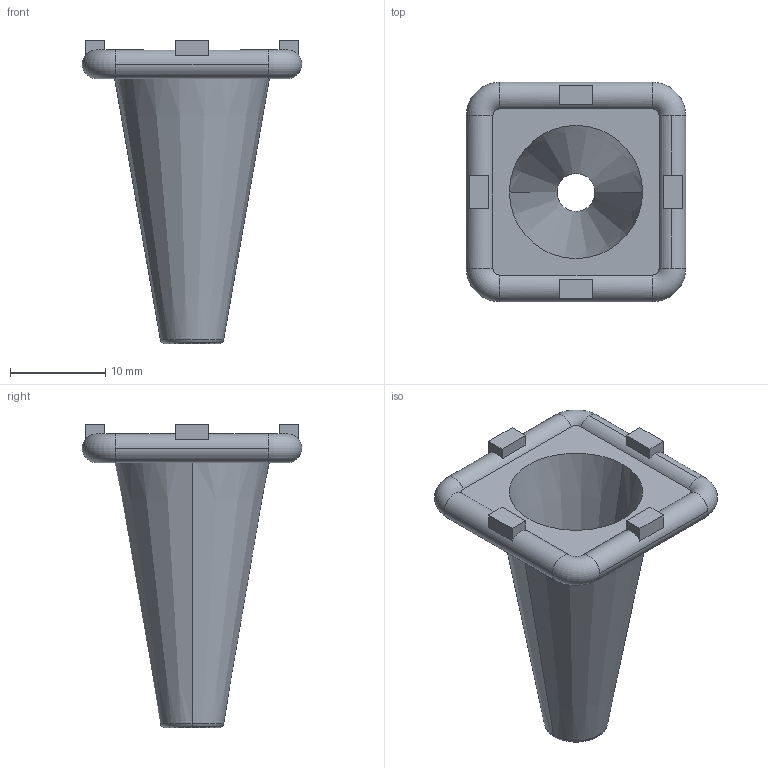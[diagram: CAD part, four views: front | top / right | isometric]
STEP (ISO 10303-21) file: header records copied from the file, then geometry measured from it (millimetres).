
FILE_DESCRIPTION (( 'STEP AP203' ), '1' );
FILE_NAME ('10-10440a.step', '2014-04-13T23:22:03', ( 'Nicholas Morozovsky' ), ( '' ), 'SwSTEP 2.0', 'SolidWorks 2012', '' );
FILE_SCHEMA (( 'CONFIG_CONTROL_DESIGN' ));
Length unit declared in the file: millimetre
Products named in the file (1): 10-10440a
Bounding box: 23 x 23 x 31.75 mm (x, y, z)
Volume: 2146.6 mm3; surface area: 2802 mm2
Topology: 1 solids, 1 shells, 47 faces, 116 edges, 76 vertices
Faces by surface type: plane 24, cylinder 11, torus 8, cone 4
Entity records: 1495 total; most frequent: DIRECTION 268, CARTESIAN_POINT 240, ORIENTED_EDGE 232, EDGE_CURVE 116, AXIS2_PLACEMENT_3D 104, VERTEX_POINT 76, VECTOR 60, LINE 60
